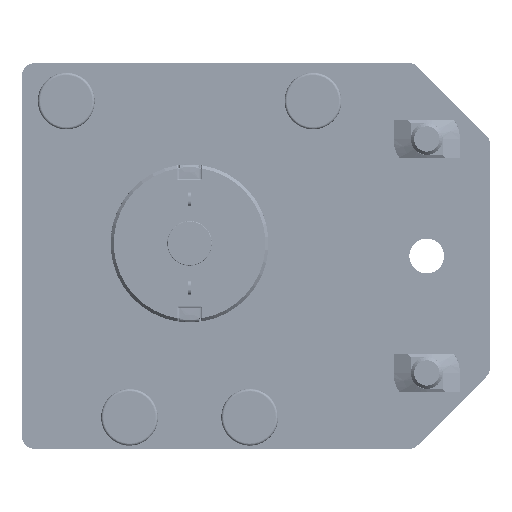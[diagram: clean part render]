
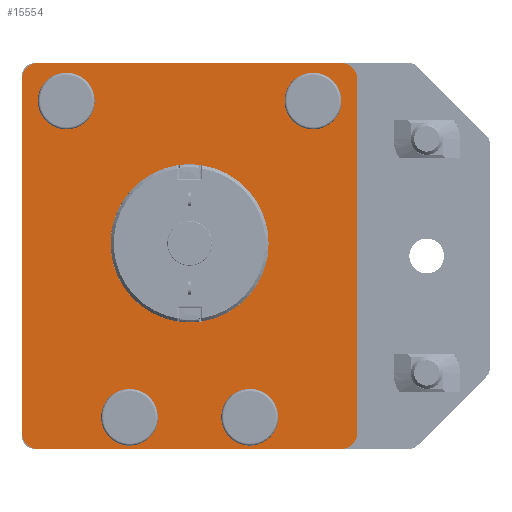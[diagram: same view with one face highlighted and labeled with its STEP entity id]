
A CAD part, front view. The second image highlights one B-rep face of the part: STEP entity #15554.
In plain terms, the highlighted planar face has unit normal (0, -1, 0).
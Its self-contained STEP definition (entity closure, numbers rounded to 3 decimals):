
#1136=FACE_BOUND('',#5498,.T.);
#1137=FACE_BOUND('',#5499,.T.);
#1138=FACE_BOUND('',#5500,.T.);
#1139=FACE_BOUND('',#5501,.T.);
#1140=FACE_BOUND('',#5502,.T.);
#1141=FACE_BOUND('',#5503,.T.);
#1142=FACE_BOUND('',#5504,.T.);
#1466=PLANE('',#17569);
#2322=LINE('',#31358,#3308);
#2325=LINE('',#31364,#3311);
#2326=LINE('',#31368,#3312);
#2327=LINE('',#31372,#3313);
#3308=VECTOR('',#21678,10.);
#3311=VECTOR('',#21683,10.);
#3312=VECTOR('',#21686,10.);
#3313=VECTOR('',#21689,10.);
#4494=FACE_OUTER_BOUND('',#5497,.T.);
#5497=EDGE_LOOP('',(#13859,#13860,#13861,#13862,#13863,#13864,#13865,#13866));
#5498=EDGE_LOOP('',(#13867));
#5499=EDGE_LOOP('',(#13868));
#5500=EDGE_LOOP('',(#13869));
#5501=EDGE_LOOP('',(#13870,#13871));
#5502=EDGE_LOOP('',(#13872,#13873));
#5503=EDGE_LOOP('',(#13874,#13875));
#5504=EDGE_LOOP('',(#13876,#13877));
#6434=CIRCLE('',#17566,2.5);
#6436=CIRCLE('',#17570,2.5);
#6437=CIRCLE('',#17571,2.5);
#6438=CIRCLE('',#17572,2.5);
#6439=CIRCLE('',#17573,4.);
#6440=CIRCLE('',#17574,1.8);
#6441=CIRCLE('',#17575,1.8);
#6442=CIRCLE('',#17576,2.75);
#6443=CIRCLE('',#17577,2.75);
#6444=CIRCLE('',#17578,2.75);
#6445=CIRCLE('',#17579,2.75);
#6446=CIRCLE('',#17580,2.75);
#6447=CIRCLE('',#17581,2.75);
#6448=CIRCLE('',#17582,2.75);
#6449=CIRCLE('',#17583,2.75);
#7720=VERTEX_POINT('',#31348);
#7721=VERTEX_POINT('',#31349);
#7724=VERTEX_POINT('',#31357);
#7726=VERTEX_POINT('',#31363);
#7727=VERTEX_POINT('',#31365);
#7728=VERTEX_POINT('',#31367);
#7729=VERTEX_POINT('',#31369);
#7730=VERTEX_POINT('',#31371);
#7731=VERTEX_POINT('',#31374);
#7732=VERTEX_POINT('',#31376);
#7733=VERTEX_POINT('',#31378);
#7734=VERTEX_POINT('',#31380);
#7735=VERTEX_POINT('',#31381);
#7736=VERTEX_POINT('',#31384);
#7737=VERTEX_POINT('',#31385);
#7738=VERTEX_POINT('',#31388);
#7739=VERTEX_POINT('',#31389);
#7740=VERTEX_POINT('',#31392);
#7741=VERTEX_POINT('',#31393);
#9811=EDGE_CURVE('',#7720,#7721,#6434,.T.);
#9815=EDGE_CURVE('',#7724,#7721,#2322,.T.);
#9818=EDGE_CURVE('',#7720,#7726,#2325,.T.);
#9819=EDGE_CURVE('',#7727,#7726,#6436,.T.);
#9820=EDGE_CURVE('',#7727,#7728,#2326,.T.);
#9821=EDGE_CURVE('',#7729,#7728,#6437,.T.);
#9822=EDGE_CURVE('',#7729,#7730,#2327,.T.);
#9823=EDGE_CURVE('',#7724,#7730,#6438,.T.);
#9824=EDGE_CURVE('',#7731,#7731,#6439,.T.);
#9825=EDGE_CURVE('',#7732,#7732,#6440,.T.);
#9826=EDGE_CURVE('',#7733,#7733,#6441,.T.);
#9827=EDGE_CURVE('',#7734,#7735,#6442,.T.);
#9828=EDGE_CURVE('',#7735,#7734,#6443,.T.);
#9829=EDGE_CURVE('',#7736,#7737,#6444,.T.);
#9830=EDGE_CURVE('',#7737,#7736,#6445,.T.);
#9831=EDGE_CURVE('',#7738,#7739,#6446,.T.);
#9832=EDGE_CURVE('',#7739,#7738,#6447,.T.);
#9833=EDGE_CURVE('',#7740,#7741,#6448,.T.);
#9834=EDGE_CURVE('',#7741,#7740,#6449,.T.);
#13859=ORIENTED_EDGE('',*,*,#9811,.F.);
#13860=ORIENTED_EDGE('',*,*,#9818,.T.);
#13861=ORIENTED_EDGE('',*,*,#9819,.F.);
#13862=ORIENTED_EDGE('',*,*,#9820,.T.);
#13863=ORIENTED_EDGE('',*,*,#9821,.F.);
#13864=ORIENTED_EDGE('',*,*,#9822,.T.);
#13865=ORIENTED_EDGE('',*,*,#9823,.F.);
#13866=ORIENTED_EDGE('',*,*,#9815,.T.);
#13867=ORIENTED_EDGE('',*,*,#9824,.F.);
#13868=ORIENTED_EDGE('',*,*,#9825,.T.);
#13869=ORIENTED_EDGE('',*,*,#9826,.T.);
#13870=ORIENTED_EDGE('',*,*,#9827,.T.);
#13871=ORIENTED_EDGE('',*,*,#9828,.T.);
#13872=ORIENTED_EDGE('',*,*,#9829,.T.);
#13873=ORIENTED_EDGE('',*,*,#9830,.T.);
#13874=ORIENTED_EDGE('',*,*,#9831,.T.);
#13875=ORIENTED_EDGE('',*,*,#9832,.T.);
#13876=ORIENTED_EDGE('',*,*,#9833,.T.);
#13877=ORIENTED_EDGE('',*,*,#9834,.T.);
#15554=ADVANCED_FACE('',(#4494,#1136,#1137,#1138,#1139,#1140,#1141,#1142),
#1466,.F.);
#17566=AXIS2_PLACEMENT_3D('',#31350,#21670,#21671);
#17569=AXIS2_PLACEMENT_3D('',#31362,#21681,#21682);
#17570=AXIS2_PLACEMENT_3D('',#31366,#21684,#21685);
#17571=AXIS2_PLACEMENT_3D('',#31370,#21687,#21688);
#17572=AXIS2_PLACEMENT_3D('',#31373,#21690,#21691);
#17573=AXIS2_PLACEMENT_3D('',#31375,#21692,#21693);
#17574=AXIS2_PLACEMENT_3D('',#31377,#21694,#21695);
#17575=AXIS2_PLACEMENT_3D('',#31379,#21696,#21697);
#17576=AXIS2_PLACEMENT_3D('',#31382,#21698,#21699);
#17577=AXIS2_PLACEMENT_3D('',#31383,#21700,#21701);
#17578=AXIS2_PLACEMENT_3D('',#31386,#21702,#21703);
#17579=AXIS2_PLACEMENT_3D('',#31387,#21704,#21705);
#17580=AXIS2_PLACEMENT_3D('',#31390,#21706,#21707);
#17581=AXIS2_PLACEMENT_3D('',#31391,#21708,#21709);
#17582=AXIS2_PLACEMENT_3D('',#31394,#21710,#21711);
#17583=AXIS2_PLACEMENT_3D('',#31395,#21712,#21713);
#21670=DIRECTION('center_axis',(0.,1.,0.));
#21671=DIRECTION('ref_axis',(-0.707,0.,0.707));
#21678=DIRECTION('',(-1.,0.,0.));
#21681=DIRECTION('center_axis',(0.,1.,0.));
#21682=DIRECTION('ref_axis',(0.,0.,1.));
#21683=DIRECTION('',(0.,0.,-1.));
#21684=DIRECTION('center_axis',(0.,1.,0.));
#21685=DIRECTION('ref_axis',(-0.707,0.,-0.707));
#21686=DIRECTION('',(1.,0.,0.));
#21687=DIRECTION('center_axis',(0.,1.,0.));
#21688=DIRECTION('ref_axis',(0.707,0.,-0.707));
#21689=DIRECTION('',(0.,0.,1.));
#21690=DIRECTION('center_axis',(0.,1.,0.));
#21691=DIRECTION('ref_axis',(0.707,0.,0.707));
#21692=DIRECTION('center_axis',(0.,-1.,0.));
#21693=DIRECTION('ref_axis',(1.,0.,0.));
#21694=DIRECTION('center_axis',(0.,1.,0.));
#21695=DIRECTION('ref_axis',(1.,0.,0.));
#21696=DIRECTION('center_axis',(0.,1.,0.));
#21697=DIRECTION('ref_axis',(1.,0.,0.));
#21698=DIRECTION('center_axis',(0.,1.,0.));
#21699=DIRECTION('ref_axis',(1.,0.,0.));
#21700=DIRECTION('center_axis',(0.,1.,0.));
#21701=DIRECTION('ref_axis',(1.,0.,0.));
#21702=DIRECTION('center_axis',(0.,1.,0.));
#21703=DIRECTION('ref_axis',(1.,0.,0.));
#21704=DIRECTION('center_axis',(0.,1.,0.));
#21705=DIRECTION('ref_axis',(1.,0.,0.));
#21706=DIRECTION('center_axis',(0.,1.,0.));
#21707=DIRECTION('ref_axis',(1.,0.,0.));
#21708=DIRECTION('center_axis',(0.,1.,0.));
#21709=DIRECTION('ref_axis',(1.,0.,0.));
#21710=DIRECTION('center_axis',(0.,1.,0.));
#21711=DIRECTION('ref_axis',(1.,0.,0.));
#21712=DIRECTION('center_axis',(0.,1.,0.));
#21713=DIRECTION('ref_axis',(1.,0.,0.));
#31348=CARTESIAN_POINT('',(-26.5,0.,30.));
#31349=CARTESIAN_POINT('',(-24.,0.,32.5));
#31350=CARTESIAN_POINT('Origin',(-24.,0.,30.));
#31357=CARTESIAN_POINT('',(24.,0.,32.5));
#31358=CARTESIAN_POINT('',(27.5,0.,32.5));
#31362=CARTESIAN_POINT('Origin',(0.,0.,0.));
#31363=CARTESIAN_POINT('',(-26.5,0.,-26.));
#31364=CARTESIAN_POINT('',(-26.5,0.,16.25));
#31365=CARTESIAN_POINT('',(-24.,0.,-28.5));
#31366=CARTESIAN_POINT('Origin',(-24.,0.,-26.));
#31367=CARTESIAN_POINT('',(24.,0.,-28.5));
#31368=CARTESIAN_POINT('',(13.75,0.,-28.5));
#31369=CARTESIAN_POINT('',(26.5,0.,-26.));
#31370=CARTESIAN_POINT('Origin',(24.,0.,-26.));
#31371=CARTESIAN_POINT('',(26.5,0.,30.));
#31372=CARTESIAN_POINT('',(26.5,0.,-14.25));
#31373=CARTESIAN_POINT('Origin',(24.,0.,30.));
#31374=CARTESIAN_POINT('',(-4.,0.,0.));
#31375=CARTESIAN_POINT('Origin',(0.,0.,0.));
#31376=CARTESIAN_POINT('',(-10.3,0.,0.));
#31377=CARTESIAN_POINT('Origin',(-8.5,0.,0.));
#31378=CARTESIAN_POINT('',(6.7,0.,0.));
#31379=CARTESIAN_POINT('Origin',(8.5,0.,0.));
#31380=CARTESIAN_POINT('',(12.25,0.,27.5));
#31381=CARTESIAN_POINT('',(6.75,0.,27.5));
#31382=CARTESIAN_POINT('Origin',(9.5,0.,27.5));
#31383=CARTESIAN_POINT('Origin',(9.5,0.,27.5));
#31384=CARTESIAN_POINT('',(-6.75,0.,27.5));
#31385=CARTESIAN_POINT('',(-12.25,0.,27.5));
#31386=CARTESIAN_POINT('Origin',(-9.5,0.,27.5));
#31387=CARTESIAN_POINT('Origin',(-9.5,0.,27.5));
#31388=CARTESIAN_POINT('',(-16.75,0.,-22.5));
#31389=CARTESIAN_POINT('',(-22.25,0.,-22.5));
#31390=CARTESIAN_POINT('Origin',(-19.5,0.,-22.5));
#31391=CARTESIAN_POINT('Origin',(-19.5,0.,-22.5));
#31392=CARTESIAN_POINT('',(22.25,0.,-22.5));
#31393=CARTESIAN_POINT('',(16.75,0.,-22.5));
#31394=CARTESIAN_POINT('Origin',(19.5,0.,-22.5));
#31395=CARTESIAN_POINT('Origin',(19.5,0.,-22.5));
